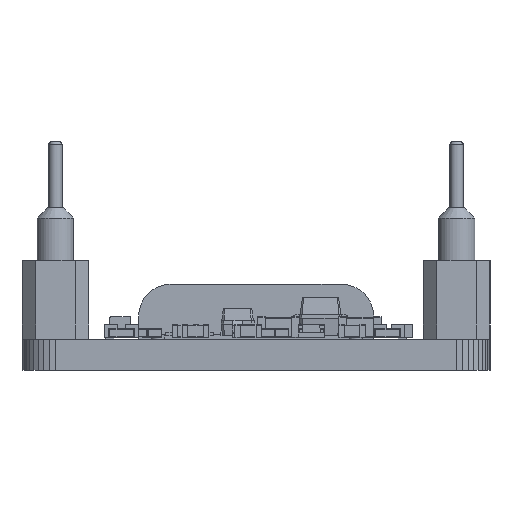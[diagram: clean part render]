
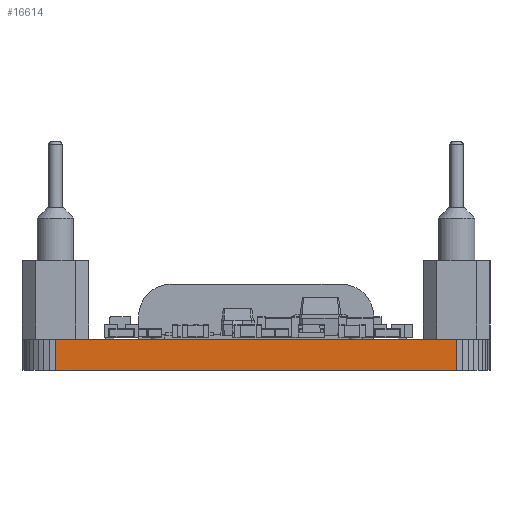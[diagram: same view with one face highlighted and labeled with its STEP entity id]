
A CAD part, front view. The second image highlights one B-rep face of the part: STEP entity #16614.
In plain terms, the highlighted planar face has unit normal (0, -1, 0).
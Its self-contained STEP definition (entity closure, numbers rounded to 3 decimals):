
#1490=FACE_OUTER_BOUND('',#2430,.T.);
#2430=EDGE_LOOP('',(#14199,#14200,#14201,#14202));
#4163=LINE('',#26055,#6166);
#4276=LINE('',#26347,#6279);
#4427=LINE('',#26714,#6430);
#4429=LINE('',#26718,#6432);
#6166=VECTOR('',#21387,1.);
#6279=VECTOR('',#21568,1.);
#6430=VECTOR('',#21863,1.);
#6432=VECTOR('',#21869,1.);
#7734=VERTEX_POINT('',#26052);
#7735=VERTEX_POINT('',#26054);
#7879=VERTEX_POINT('',#26344);
#7880=VERTEX_POINT('',#26346);
#9798=EDGE_CURVE('',#7734,#7735,#4163,.T.);
#9944=EDGE_CURVE('',#7880,#7879,#4276,.T.);
#10128=EDGE_CURVE('',#7735,#7879,#4427,.T.);
#10130=EDGE_CURVE('',#7734,#7880,#4429,.T.);
#14199=ORIENTED_EDGE('',*,*,#10130,.T.);
#14200=ORIENTED_EDGE('',*,*,#9944,.T.);
#14201=ORIENTED_EDGE('',*,*,#10128,.F.);
#14202=ORIENTED_EDGE('',*,*,#9798,.F.);
#15413=PLANE('',#17867);
#16614=ADVANCED_FACE('',(#1490),#15413,.T.);
#17867=AXIS2_PLACEMENT_3D('',#26717,#21867,#21868);
#21387=DIRECTION('',(-1.,0.,0.));
#21568=DIRECTION('',(-1.,0.,0.));
#21863=DIRECTION('',(0.,0.,1.));
#21867=DIRECTION('center_axis',(0.,-1.,0.));
#21868=DIRECTION('ref_axis',(-1.,0.,0.));
#21869=DIRECTION('',(0.,0.,1.));
#26052=CARTESIAN_POINT('',(7.62,-29.14,0.));
#26054=CARTESIAN_POINT('',(-7.62,-29.14,0.));
#26055=CARTESIAN_POINT('',(7.62,-29.14,0.));
#26344=CARTESIAN_POINT('',(-7.62,-29.14,1.18));
#26346=CARTESIAN_POINT('',(7.62,-29.14,1.18));
#26347=CARTESIAN_POINT('',(7.62,-29.14,1.18));
#26714=CARTESIAN_POINT('',(-7.62,-29.14,0.));
#26717=CARTESIAN_POINT('Origin',(7.62,-29.14,0.));
#26718=CARTESIAN_POINT('',(7.62,-29.14,0.));
